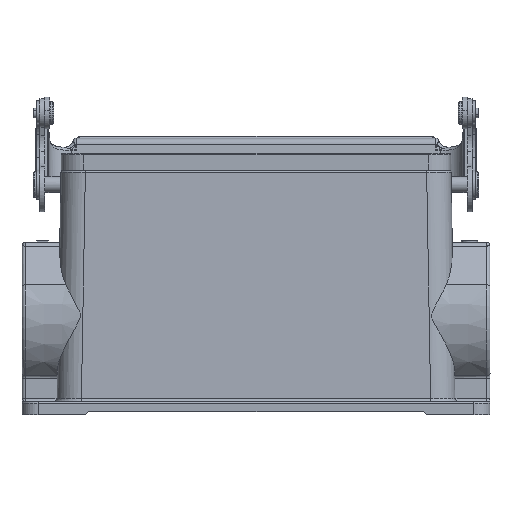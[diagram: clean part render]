
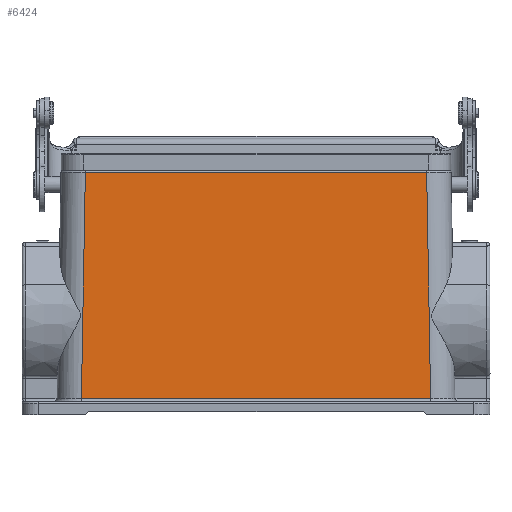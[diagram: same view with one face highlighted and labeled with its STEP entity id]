
A CAD part, top view. The second image highlights one B-rep face of the part: STEP entity #6424.
In plain terms, the highlighted planar face has unit normal (0, 0.018, 1).
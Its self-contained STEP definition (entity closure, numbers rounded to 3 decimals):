
#4537=FACE_OUTER_BOUND('',#9697,.T.);
#6424=ADVANCED_FACE('',(#4537),#7092,.T.);
#7092=PLANE('',#26174);
#9697=EDGE_LOOP('',(#15078,#15079,#15080,#15081));
#15078=ORIENTED_EDGE('',*,*,#20772,.T.);
#15079=ORIENTED_EDGE('',*,*,#21164,.F.);
#15080=ORIENTED_EDGE('',*,*,#20457,.T.);
#15081=ORIENTED_EDGE('',*,*,#21163,.F.);
#17723=VERTEX_POINT('',#39364);
#17725=VERTEX_POINT('',#39388);
#17929=VERTEX_POINT('',#40556);
#17941=VERTEX_POINT('',#40623);
#20457=EDGE_CURVE('',#17723,#17725,#22639,.T.);
#20772=EDGE_CURVE('',#17941,#17929,#22754,.T.);
#21163=EDGE_CURVE('',#17941,#17725,#22909,.T.);
#21164=EDGE_CURVE('',#17723,#17929,#22910,.T.);
#22639=LINE('',#39389,#24081);
#22754=LINE('',#40635,#24196);
#22909=LINE('',#42654,#24351);
#22910=LINE('',#42656,#24352);
#24081=VECTOR('',#29369,1.);
#24196=VECTOR('',#29944,1.);
#24351=VECTOR('',#30619,1.);
#24352=VECTOR('',#30622,1.);
#26174=AXIS2_PLACEMENT_3D('',#42657,#30623,#30624);
#29369=DIRECTION('',(1.,0.,0.));
#29944=DIRECTION('',(-1.,0.,0.));
#30619=DIRECTION('',(0.017,-1.,0.017));
#30622=DIRECTION('',(0.017,1.,-0.017));
#30623=DIRECTION('',(0.,0.017,1.));
#30624=DIRECTION('',(0.,-1.,0.017));
#39364=CARTESIAN_POINT('',(19.277,4.983,-5.278));
#39388=CARTESIAN_POINT('',(126.723,4.983,-5.278));
#39389=CARTESIAN_POINT('',(19.277,4.983,-5.278));
#40556=CARTESIAN_POINT('',(20.49,74.509,-6.491));
#40623=CARTESIAN_POINT('',(125.51,74.509,-6.491));
#40635=CARTESIAN_POINT('',(125.51,74.509,-6.491));
#42654=CARTESIAN_POINT('',(125.51,74.509,-6.491));
#42656=CARTESIAN_POINT('',(19.277,4.983,-5.278));
#42657=CARTESIAN_POINT('',(73.,39.746,-5.885));
